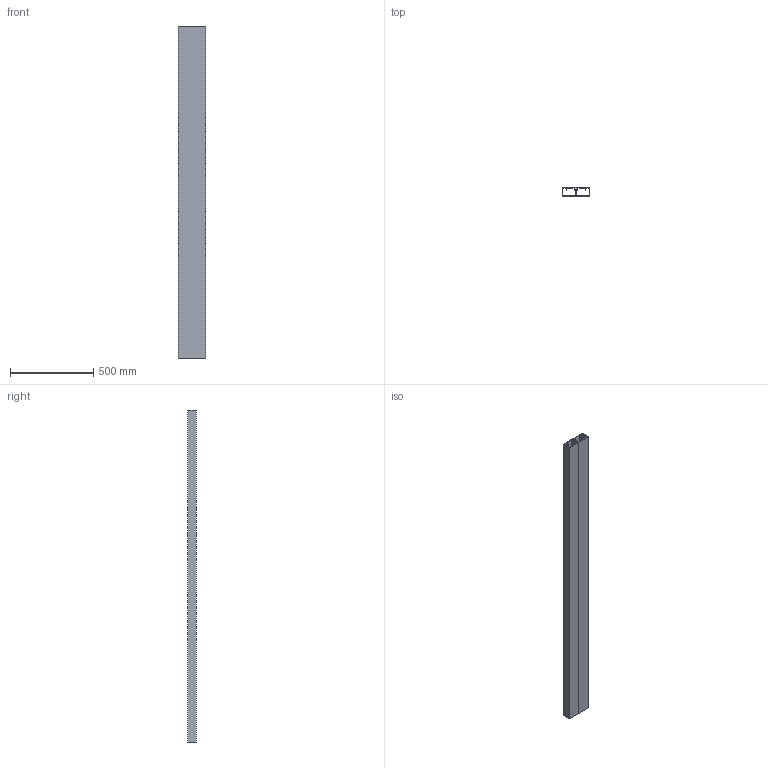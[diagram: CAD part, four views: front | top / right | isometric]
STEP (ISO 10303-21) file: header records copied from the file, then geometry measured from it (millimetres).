
FILE_DESCRIPTION (( 'STEP AP214' ), '1' );
FILE_NAME ('6113402.stp', '2016-05-24T07:52:13', ( '' ), ( '' ), 'SwSTEP 2.0', 'SolidWorks 2014', '' );
FILE_SCHEMA (( 'AUTOMOTIVE_DESIGN' ));
Length unit declared in the file: millimetre
Products named in the file (3): 6113402; 070883_Doppelkanal 53165; 070046_L=2000
Assembly tree (3 placements, depth 2):
  6113402
    070883_Doppelkanal 53165
    070046_L=2000  x2
Bounding box: 165 x 53 x 2000 mm (x, y, z)
Volume: 2758696.8 mm3; surface area: 2163514.7 mm2
Topology: 3 solids, 3 shells, 88 faces, 246 edges, 164 vertices
Faces by surface type: plane 86, cylinder 2
Entity records: 2212 total; most frequent: CARTESIAN_POINT 382, ORIENTED_EDGE 372, DIRECTION 334, EDGE_CURVE 186, LINE 182, VECTOR 182, VERTEX_POINT 124, AXIS2_PLACEMENT_3D 76
